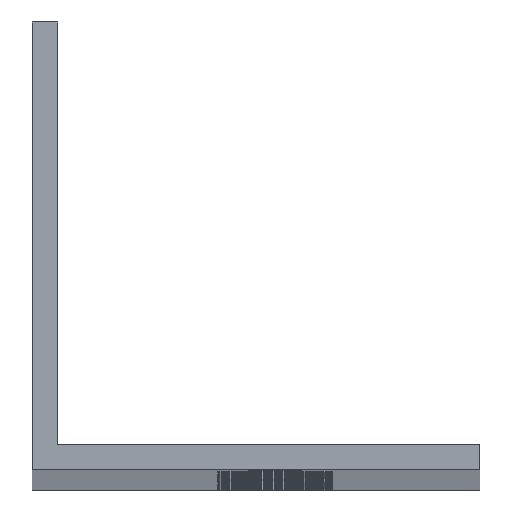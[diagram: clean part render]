
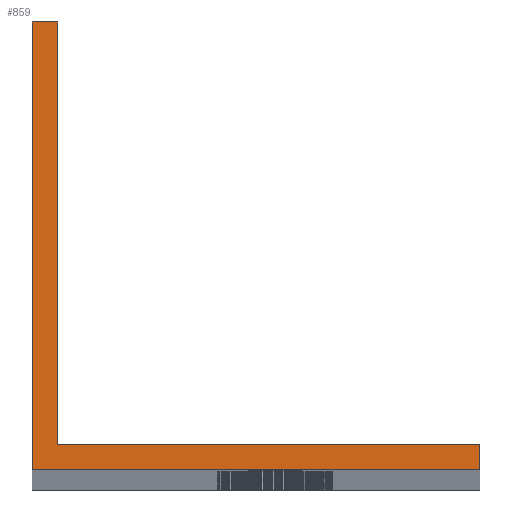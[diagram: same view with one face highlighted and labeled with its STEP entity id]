
A CAD part, top view. The second image highlights one B-rep face of the part: STEP entity #859.
In plain terms, the highlighted planar face has unit normal (0, 0, 1).
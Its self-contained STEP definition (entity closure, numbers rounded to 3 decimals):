
#1 = DIRECTION ( 'NONE',  ( 1., 0., 0. ) ) ;
#79 = CARTESIAN_POINT ( 'NONE',  ( 35., 2., 900. ) ) ;
#122 = VECTOR ( 'NONE', #1377, 1000. ) ;
#532 = VERTEX_POINT ( 'NONE', #4918 ) ;
#550 = CARTESIAN_POINT ( 'NONE',  ( 0., 35., 900. ) ) ;
#626 = CARTESIAN_POINT ( 'NONE',  ( 0., 2., 900. ) ) ;
#717 = DIRECTION ( 'NONE',  ( 1., 0., 0. ) ) ;
#783 = DIRECTION ( 'NONE',  ( 0., -1., 0. ) ) ;
#787 = LINE ( 'NONE', #937, #1820 ) ;
#836 = LINE ( 'NONE', #3319, #4182 ) ;
#846 = LINE ( 'NONE', #626, #4188 ) ;
#859 = ADVANCED_FACE ( 'NONE', ( #1240 ), #1297, .T. ) ;
#927 = CARTESIAN_POINT ( 'NONE',  ( 0., 35., 900. ) ) ;
#937 = CARTESIAN_POINT ( 'NONE',  ( 2., 0., 900. ) ) ;
#969 = LINE ( 'NONE', #2095, #5308 ) ;
#1054 = DIRECTION ( 'NONE',  ( 1., 0., 0. ) ) ;
#1233 = VERTEX_POINT ( 'NONE', #1602 ) ;
#1240 = FACE_OUTER_BOUND ( 'NONE', #1694, .T. ) ;
#1297 = PLANE ( 'NONE',  #2474 ) ;
#1377 = DIRECTION ( 'NONE',  ( 0., -1., 0. ) ) ;
#1602 = CARTESIAN_POINT ( 'NONE',  ( 2., 2., 900. ) ) ;
#1694 = EDGE_LOOP ( 'NONE', ( #2674, #3762, #5073, #5477, #3663, #5302 ) ) ;
#1820 = VECTOR ( 'NONE', #1834, 1000. ) ;
#1834 = DIRECTION ( 'NONE',  ( 1., 0., 0. ) ) ;
#1939 = CARTESIAN_POINT ( 'NONE',  ( 2., 35., 900. ) ) ;
#1968 = VERTEX_POINT ( 'NONE', #79 ) ;
#2095 = CARTESIAN_POINT ( 'NONE',  ( 35., 2., 900. ) ) ;
#2122 = EDGE_CURVE ( 'NONE', #4518, #532, #4606, .T. ) ;
#2249 = VERTEX_POINT ( 'NONE', #1939 ) ;
#2297 = LINE ( 'NONE', #5084, #4309 ) ;
#2360 = VERTEX_POINT ( 'NONE', #2431 ) ;
#2403 = EDGE_CURVE ( 'NONE', #4518, #2249, #836, .T. ) ;
#2431 = CARTESIAN_POINT ( 'NONE',  ( 35., 0., 900. ) ) ;
#2474 = AXIS2_PLACEMENT_3D ( 'NONE', #3033, #2617, #1 ) ;
#2617 = DIRECTION ( 'NONE',  ( 0., 0., 1. ) ) ;
#2674 = ORIENTED_EDGE ( 'NONE', *, *, #2122, .T. ) ;
#2937 = DIRECTION ( 'NONE',  ( 0., -1., 0. ) ) ;
#3033 = CARTESIAN_POINT ( 'NONE',  ( 3., 2., 900. ) ) ;
#3239 = EDGE_CURVE ( 'NONE', #1968, #2360, #969, .T. ) ;
#3319 = CARTESIAN_POINT ( 'NONE',  ( 0., 35., 900. ) ) ;
#3663 = ORIENTED_EDGE ( 'NONE', *, *, #3841, .F. ) ;
#3762 = ORIENTED_EDGE ( 'NONE', *, *, #4065, .T. ) ;
#3841 = EDGE_CURVE ( 'NONE', #2249, #1233, #2297, .T. ) ;
#4065 = EDGE_CURVE ( 'NONE', #532, #2360, #787, .T. ) ;
#4182 = VECTOR ( 'NONE', #717, 1000. ) ;
#4188 = VECTOR ( 'NONE', #1054, 1000. ) ;
#4300 = EDGE_CURVE ( 'NONE', #1233, #1968, #846, .T. ) ;
#4309 = VECTOR ( 'NONE', #2937, 1000. ) ;
#4518 = VERTEX_POINT ( 'NONE', #550 ) ;
#4606 = LINE ( 'NONE', #927, #122 ) ;
#4918 = CARTESIAN_POINT ( 'NONE',  ( 0., 0., 900. ) ) ;
#5073 = ORIENTED_EDGE ( 'NONE', *, *, #3239, .F. ) ;
#5084 = CARTESIAN_POINT ( 'NONE',  ( 2., 35., 900. ) ) ;
#5302 = ORIENTED_EDGE ( 'NONE', *, *, #2403, .F. ) ;
#5308 = VECTOR ( 'NONE', #783, 1000. ) ;
#5477 = ORIENTED_EDGE ( 'NONE', *, *, #4300, .F. ) ;
